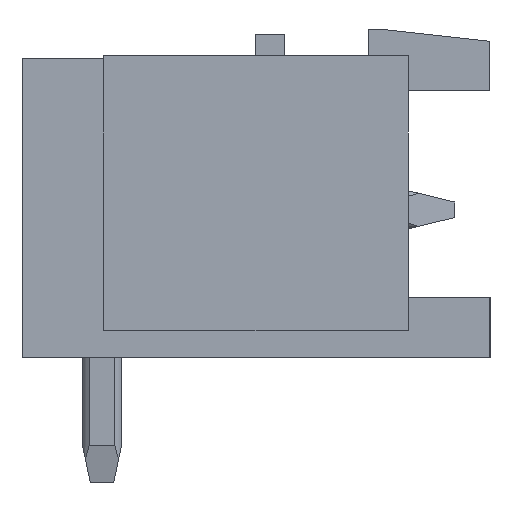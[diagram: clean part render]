
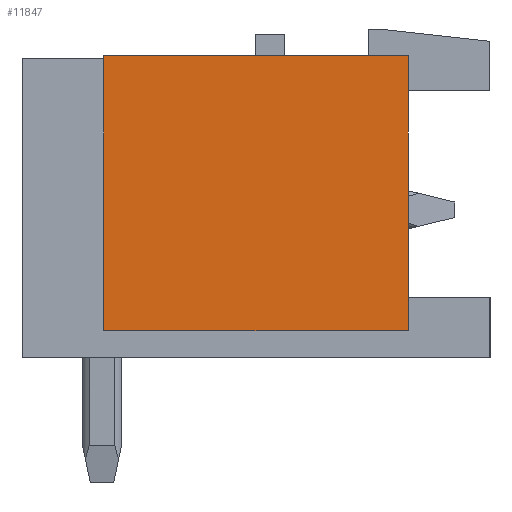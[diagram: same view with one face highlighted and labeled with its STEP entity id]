
A CAD part, left-side view. The second image highlights one B-rep face of the part: STEP entity #11847.
In plain terms, the highlighted planar face has unit normal (-1, 0, 0).
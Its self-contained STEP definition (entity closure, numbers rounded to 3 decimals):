
#11811=AXIS2_PLACEMENT_3D('Plane Axis2P3D',#11808,#11809,#11810) ;
#11808=CARTESIAN_POINT('Axis2P3D Location',(0.,2.1,0.)) ;
#11813=CARTESIAN_POINT('Line Origine',(0.,9.9,7.425)) ;
#11817=CARTESIAN_POINT('Vertex',(0.,9.9,3.9)) ;
#11819=CARTESIAN_POINT('Vertex',(0.,9.9,10.95)) ;
#11822=CARTESIAN_POINT('Line Origine',(0.,6.,3.9)) ;
#11826=CARTESIAN_POINT('Vertex',(0.,2.1,3.9)) ;
#11829=CARTESIAN_POINT('Line Origine',(0.,2.1,7.425)) ;
#11833=CARTESIAN_POINT('Vertex',(0.,2.1,10.95)) ;
#11836=CARTESIAN_POINT('Line Origine',(0.,6.,10.95)) ;
#11809=DIRECTION('Axis2P3D Direction',(1.,0.,0.)) ;
#11810=DIRECTION('Axis2P3D XDirection',(0.,1.,0.)) ;
#11814=DIRECTION('Vector Direction',(0.,0.,1.)) ;
#11823=DIRECTION('Vector Direction',(0.,1.,0.)) ;
#11830=DIRECTION('Vector Direction',(0.,0.,1.)) ;
#11837=DIRECTION('Vector Direction',(0.,1.,0.)) ;
#11815=VECTOR('Line Direction',#11814,1.) ;
#11824=VECTOR('Line Direction',#11823,1.) ;
#11831=VECTOR('Line Direction',#11830,1.) ;
#11838=VECTOR('Line Direction',#11837,1.) ;
#11842=ORIENTED_EDGE('',*,*,#11821,.F.) ;
#11843=ORIENTED_EDGE('',*,*,#11828,.T.) ;
#11844=ORIENTED_EDGE('',*,*,#11835,.T.) ;
#11845=ORIENTED_EDGE('',*,*,#11840,.F.) ;
#11847=ADVANCED_FACE('Housing',(#11846),#11812,.F.) ;
#11821=EDGE_CURVE('',#11818,#11820,#11816,.T.) ;
#11828=EDGE_CURVE('',#11818,#11827,#11825,.F.) ;
#11835=EDGE_CURVE('',#11827,#11834,#11832,.T.) ;
#11840=EDGE_CURVE('',#11820,#11834,#11839,.F.) ;
#11841=EDGE_LOOP('',(#11842,#11843,#11844,#11845)) ;
#11846=FACE_OUTER_BOUND('',#11841,.T.) ;
#11816=LINE('Line',#11813,#11815) ;
#11825=LINE('Line',#11822,#11824) ;
#11832=LINE('Line',#11829,#11831) ;
#11839=LINE('Line',#11836,#11838) ;
#11812=PLANE('',#11811) ;
#11818=VERTEX_POINT('',#11817) ;
#11820=VERTEX_POINT('',#11819) ;
#11827=VERTEX_POINT('',#11826) ;
#11834=VERTEX_POINT('',#11833) ;
